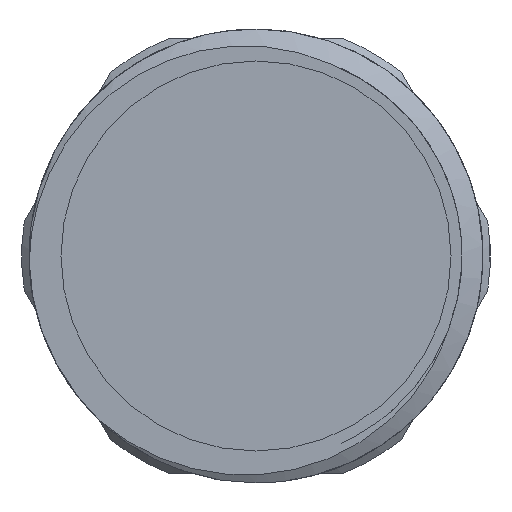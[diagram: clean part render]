
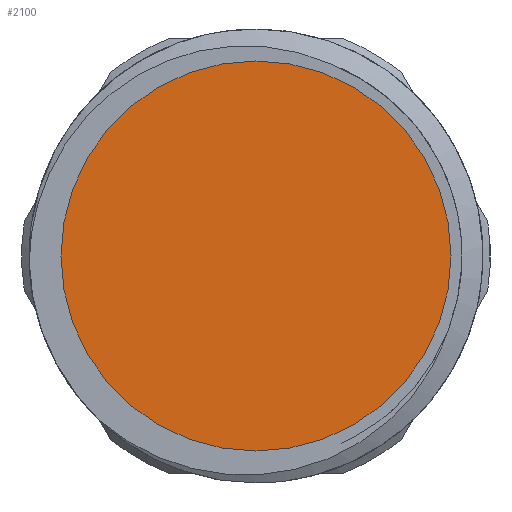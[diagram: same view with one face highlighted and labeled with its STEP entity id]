
A CAD part, left-side view. The second image highlights one B-rep face of the part: STEP entity #2100.
In plain terms, the highlighted planar face has unit normal (-1, 0, 0).
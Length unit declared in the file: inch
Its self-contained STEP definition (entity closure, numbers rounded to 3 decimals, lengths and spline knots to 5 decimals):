
#586 = EDGE_LOOP ( 'NONE', ( #2309, #2847 ) ) ;
#656 = DIRECTION ( 'NONE',  ( -1., 0., 0. ) ) ;
#934 = DIRECTION ( 'NONE',  ( 1., 0., 0. ) ) ;
#1650 = VERTEX_POINT ( 'NONE', #1899 ) ;
#1899 = CARTESIAN_POINT ( 'NONE',  ( 0., 0., -0.27985 ) ) ;
#2100 = ADVANCED_FACE ( 'NONE', ( #3883 ), #4348, .T. ) ;
#2309 = ORIENTED_EDGE ( 'NONE', *, *, #2812, .F. ) ;
#2613 = CARTESIAN_POINT ( 'NONE',  ( 0., 0., 0. ) ) ;
#2661 = CARTESIAN_POINT ( 'NONE',  ( 0., 0., 0. ) ) ;
#2812 = EDGE_CURVE ( 'NONE', #1650, #3782, #3170, .T. ) ;
#2847 = ORIENTED_EDGE ( 'NONE', *, *, #3810, .F. ) ;
#3136 = DIRECTION ( 'NONE',  ( 1., 0., 0. ) ) ;
#3170 = CIRCLE ( 'NONE', #4533, 0.27985 ) ;
#3782 = VERTEX_POINT ( 'NONE', #4637 ) ;
#3810 = EDGE_CURVE ( 'NONE', #3782, #1650, #4936, .T. ) ;
#3816 = AXIS2_PLACEMENT_3D ( 'NONE', #2661, #934, #4312 ) ;
#3876 = DIRECTION ( 'NONE',  ( 0., 0., -1. ) ) ;
#3883 = FACE_OUTER_BOUND ( 'NONE', #586, .T. ) ;
#4312 = DIRECTION ( 'NONE',  ( 0., 0., -1. ) ) ;
#4348 = PLANE ( 'NONE',  #5087 ) ;
#4533 = AXIS2_PLACEMENT_3D ( 'NONE', #2613, #3136, #3876 ) ;
#4637 = CARTESIAN_POINT ( 'NONE',  ( 0., 0., 0.27985 ) ) ;
#4644 = CARTESIAN_POINT ( 'NONE',  ( 0., 0., 0. ) ) ;
#4695 = DIRECTION ( 'NONE',  ( 0., 0., 1. ) ) ;
#4936 = CIRCLE ( 'NONE', #3816, 0.27985 ) ;
#5087 = AXIS2_PLACEMENT_3D ( 'NONE', #4644, #656, #4695 ) ;
